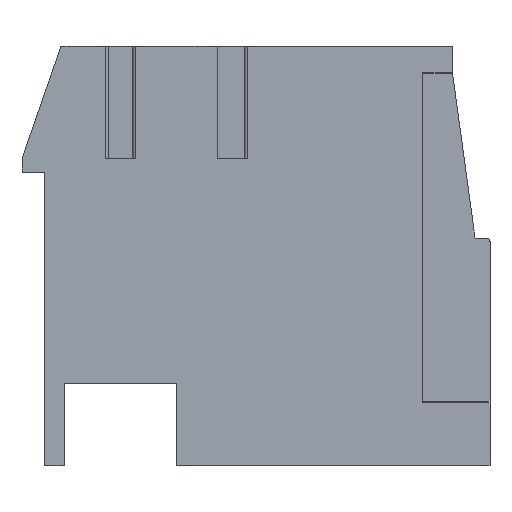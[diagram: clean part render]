
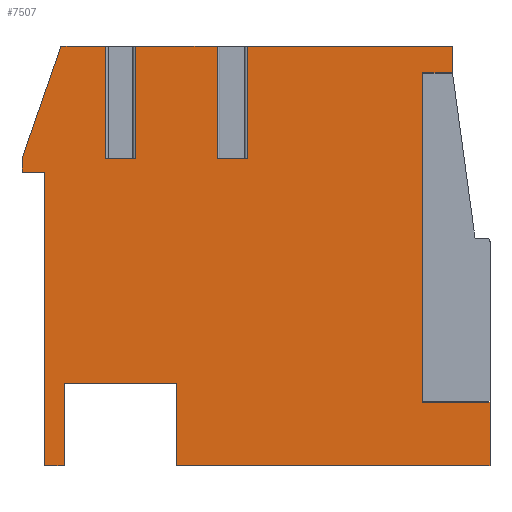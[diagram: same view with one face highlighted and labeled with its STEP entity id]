
A CAD part, left-side view. The second image highlights one B-rep face of the part: STEP entity #7507.
In plain terms, the highlighted planar face has unit normal (-1, 0, 0).
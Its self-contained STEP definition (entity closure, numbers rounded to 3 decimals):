
#671=ORIENTED_EDGE('',*,*,#2890,.T.);
#672=ORIENTED_EDGE('',*,*,#2891,.T.);
#673=ORIENTED_EDGE('',*,*,#2795,.F.);
#674=ORIENTED_EDGE('',*,*,#2892,.F.);
#675=ORIENTED_EDGE('',*,*,#2893,.T.);
#676=ORIENTED_EDGE('',*,*,#2894,.T.);
#677=ORIENTED_EDGE('',*,*,#2820,.F.);
#678=ORIENTED_EDGE('',*,*,#2895,.T.);
#679=ORIENTED_EDGE('',*,*,#2888,.F.);
#680=ORIENTED_EDGE('',*,*,#2886,.F.);
#681=ORIENTED_EDGE('',*,*,#2884,.F.);
#682=ORIENTED_EDGE('',*,*,#2882,.F.);
#683=ORIENTED_EDGE('',*,*,#2880,.F.);
#684=ORIENTED_EDGE('',*,*,#2878,.F.);
#685=ORIENTED_EDGE('',*,*,#2874,.F.);
#686=ORIENTED_EDGE('',*,*,#2872,.F.);
#687=ORIENTED_EDGE('',*,*,#2859,.F.);
#688=ORIENTED_EDGE('',*,*,#2896,.F.);
#689=ORIENTED_EDGE('',*,*,#2857,.F.);
#690=ORIENTED_EDGE('',*,*,#2897,.F.);
#691=ORIENTED_EDGE('',*,*,#2898,.F.);
#692=ORIENTED_EDGE('',*,*,#2803,.F.);
#693=ORIENTED_EDGE('',*,*,#2899,.F.);
#2795=EDGE_CURVE('',#3918,#3919,#4653,.T.);
#2803=EDGE_CURVE('',#3926,#3927,#4657,.T.);
#2820=EDGE_CURVE('',#3940,#3941,#4666,.T.);
#2857=EDGE_CURVE('',#3977,#3975,#4693,.T.);
#2859=EDGE_CURVE('',#3978,#3979,#4695,.T.);
#2872=EDGE_CURVE('',#3979,#3988,#4708,.T.);
#2874=EDGE_CURVE('',#3988,#3989,#4710,.T.);
#2878=EDGE_CURVE('',#3989,#3992,#4712,.T.);
#2880=EDGE_CURVE('',#3992,#3993,#4714,.T.);
#2882=EDGE_CURVE('',#3993,#3994,#4716,.T.);
#2884=EDGE_CURVE('',#3994,#3995,#4718,.T.);
#2886=EDGE_CURVE('',#3995,#3996,#4720,.T.);
#2888=EDGE_CURVE('',#3996,#3997,#4722,.T.);
#2890=EDGE_CURVE('',#3998,#3999,#4724,.T.);
#2891=EDGE_CURVE('',#3999,#3919,#4725,.T.);
#2892=EDGE_CURVE('',#4000,#3918,#4726,.T.);
#2893=EDGE_CURVE('',#4000,#4001,#4727,.T.);
#2894=EDGE_CURVE('',#4001,#3941,#4728,.T.);
#2895=EDGE_CURVE('',#3940,#3997,#4729,.F.);
#2896=EDGE_CURVE('',#3975,#3978,#4730,.T.);
#2897=EDGE_CURVE('',#4002,#3977,#4731,.T.);
#2898=EDGE_CURVE('',#3927,#4002,#4732,.T.);
#2899=EDGE_CURVE('',#3998,#3926,#4733,.T.);
#3918=VERTEX_POINT('',#11078);
#3919=VERTEX_POINT('',#11079);
#3926=VERTEX_POINT('',#11093);
#3927=VERTEX_POINT('',#11095);
#3940=VERTEX_POINT('',#11124);
#3941=VERTEX_POINT('',#11126);
#3975=VERTEX_POINT('',#11199);
#3977=VERTEX_POINT('',#11203);
#3978=VERTEX_POINT('',#11207);
#3979=VERTEX_POINT('',#11209);
#3988=VERTEX_POINT('',#11232);
#3989=VERTEX_POINT('',#11236);
#3992=VERTEX_POINT('',#11244);
#3993=VERTEX_POINT('',#11248);
#3994=VERTEX_POINT('',#11252);
#3995=VERTEX_POINT('',#11256);
#3996=VERTEX_POINT('',#11260);
#3997=VERTEX_POINT('',#11264);
#3998=VERTEX_POINT('',#11268);
#3999=VERTEX_POINT('',#11269);
#4000=VERTEX_POINT('',#11272);
#4001=VERTEX_POINT('',#11274);
#4002=VERTEX_POINT('',#11279);
#4653=LINE('',#11077,#5475);
#4657=LINE('',#11094,#5479);
#4666=LINE('',#11125,#5488);
#4693=LINE('',#11204,#5515);
#4695=LINE('',#11208,#5517);
#4708=LINE('',#11231,#5530);
#4710=LINE('',#11235,#5532);
#4712=LINE('',#11243,#5534);
#4714=LINE('',#11247,#5536);
#4716=LINE('',#11251,#5538);
#4718=LINE('',#11255,#5540);
#4720=LINE('',#11259,#5542);
#4722=LINE('',#11263,#5544);
#4724=LINE('',#11267,#5546);
#4725=LINE('',#11270,#5547);
#4726=LINE('',#11271,#5548);
#4727=LINE('',#11273,#5549);
#4728=LINE('',#11275,#5550);
#4729=LINE('',#11276,#5551);
#4730=LINE('',#11277,#5552);
#4731=LINE('',#11278,#5553);
#4732=LINE('',#11280,#5554);
#4733=LINE('',#11281,#5555);
#5475=VECTOR('',#8822,1000.);
#5479=VECTOR('',#8834,1000.);
#5488=VECTOR('',#8859,1000.);
#5515=VECTOR('',#8916,1000.);
#5517=VECTOR('',#8920,1000.);
#5530=VECTOR('',#8935,1000.);
#5532=VECTOR('',#8939,1000.);
#5534=VECTOR('',#8947,1000.);
#5536=VECTOR('',#8951,1000.);
#5538=VECTOR('',#8955,1000.);
#5540=VECTOR('',#8959,1000.);
#5542=VECTOR('',#8963,1000.);
#5544=VECTOR('',#8967,1000.);
#5546=VECTOR('',#8971,1000.);
#5547=VECTOR('',#8972,1000.);
#5548=VECTOR('',#8973,1000.);
#5549=VECTOR('',#8974,1000.);
#5550=VECTOR('',#8975,1000.);
#5551=VECTOR('',#8976,1000.);
#5552=VECTOR('',#8977,1000.);
#5553=VECTOR('',#8978,1000.);
#5554=VECTOR('',#8979,1000.);
#5555=VECTOR('',#8980,1000.);
#6296=EDGE_LOOP('',(#671,#672,#673,#674,#675,#676,#677,#678,#679,#680,#681,
#682,#683,#684,#685,#686,#687,#688,#689,#690,#691,#692,#693));
#6772=FACE_BOUND('',#6296,.T.);
#7231=PLANE('',#8110);
#7507=ADVANCED_FACE('',(#6772),#7231,.F.);
#8110=AXIS2_PLACEMENT_3D('',#11266,#8969,#8970);
#8822=DIRECTION('',(0.,-1.,0.));
#8834=DIRECTION('',(0.,-1.,0.));
#8859=DIRECTION('',(0.,-1.,0.));
#8916=DIRECTION('',(0.,0.,-1.));
#8920=DIRECTION('',(0.,0.,-1.));
#8935=DIRECTION('',(0.,1.,0.));
#8939=DIRECTION('',(0.,0.,1.));
#8947=DIRECTION('',(0.,1.,0.));
#8951=DIRECTION('',(0.,0.,-1.));
#8955=DIRECTION('',(0.,1.,0.));
#8959=DIRECTION('',(0.,0.,1.));
#8963=DIRECTION('',(0.,1.,0.));
#8967=DIRECTION('',(0.,0.,1.));
#8969=DIRECTION('',(1.,0.,0.));
#8970=DIRECTION('',(0.,0.,-1.));
#8971=DIRECTION('',(0.,1.,0.));
#8972=DIRECTION('',(0.,0.,1.));
#8973=DIRECTION('',(0.,0.,1.));
#8974=DIRECTION('',(0.,1.,0.));
#8975=DIRECTION('',(0.,0.,1.));
#8976=DIRECTION('',(0.,-0.328,0.945));
#8977=DIRECTION('',(0.,-1.,0.));
#8978=DIRECTION('',(0.,1.,0.));
#8979=DIRECTION('',(0.,0.,-1.));
#8980=DIRECTION('',(0.,0.,1.));
#11077=CARTESIAN_POINT('',(-3.5,6.25,5.6));
#11078=CARTESIAN_POINT('',(-3.5,3.218,5.6));
#11079=CARTESIAN_POINT('',(-3.5,1.037,5.6));
#11093=CARTESIAN_POINT('',(-3.5,0.234,5.6));
#11094=CARTESIAN_POINT('',(-3.5,6.25,5.6));
#11095=CARTESIAN_POINT('',(-3.5,-5.25,5.6));
#11124=CARTESIAN_POINT('',(-3.5,5.21,5.6));
#11125=CARTESIAN_POINT('',(-3.5,6.25,5.6));
#11126=CARTESIAN_POINT('',(-3.5,4.022,5.6));
#11199=CARTESIAN_POINT('',(-3.5,-4.45,-3.9));
#11203=CARTESIAN_POINT('',(-3.5,-4.45,4.9));
#11204=CARTESIAN_POINT('',(-3.5,-4.45,4.9));
#11207=CARTESIAN_POINT('',(-3.5,-6.25,-3.9));
#11208=CARTESIAN_POINT('',(-3.5,-6.25,5.6));
#11209=CARTESIAN_POINT('',(-3.5,-6.25,-5.6));
#11231=CARTESIAN_POINT('',(-3.5,-6.25,-5.6));
#11232=CARTESIAN_POINT('',(-3.5,2.12,-5.6));
#11235=CARTESIAN_POINT('',(-3.5,2.12,-3.4));
#11236=CARTESIAN_POINT('',(-3.5,2.12,-3.4));
#11243=CARTESIAN_POINT('',(-3.5,5.12,-3.4));
#11244=CARTESIAN_POINT('',(-3.5,5.12,-3.4));
#11247=CARTESIAN_POINT('',(-3.5,5.12,-5.6));
#11248=CARTESIAN_POINT('',(-3.5,5.12,-5.6));
#11251=CARTESIAN_POINT('',(-3.5,5.12,-5.6));
#11252=CARTESIAN_POINT('',(-3.5,5.65,-5.6));
#11255=CARTESIAN_POINT('',(-3.5,5.65,-5.6));
#11256=CARTESIAN_POINT('',(-3.5,5.65,2.24));
#11259=CARTESIAN_POINT('',(-3.5,5.65,2.24));
#11260=CARTESIAN_POINT('',(-3.5,6.25,2.24));
#11263=CARTESIAN_POINT('',(-3.5,6.25,2.24));
#11264=CARTESIAN_POINT('',(-3.5,6.25,2.6));
#11266=CARTESIAN_POINT('',(-3.5,0.,0.));
#11267=CARTESIAN_POINT('',(-3.5,0.234,2.6));
#11268=CARTESIAN_POINT('',(-3.5,0.234,2.6));
#11269=CARTESIAN_POINT('',(-3.5,1.037,2.6));
#11270=CARTESIAN_POINT('',(-3.5,1.037,2.6));
#11271=CARTESIAN_POINT('',(-3.5,3.218,2.6));
#11272=CARTESIAN_POINT('',(-3.5,3.218,2.6));
#11273=CARTESIAN_POINT('',(-3.5,3.218,2.6));
#11274=CARTESIAN_POINT('',(-3.5,4.022,2.6));
#11275=CARTESIAN_POINT('',(-3.5,4.022,2.6));
#11276=CARTESIAN_POINT('',(-3.5,5.21,5.6));
#11277=CARTESIAN_POINT('',(-3.5,-4.45,-3.9));
#11278=CARTESIAN_POINT('',(-3.5,-5.25,4.9));
#11279=CARTESIAN_POINT('',(-3.5,-5.25,4.9));
#11280=CARTESIAN_POINT('',(-3.5,-5.25,5.6));
#11281=CARTESIAN_POINT('',(-3.5,0.234,2.6));
